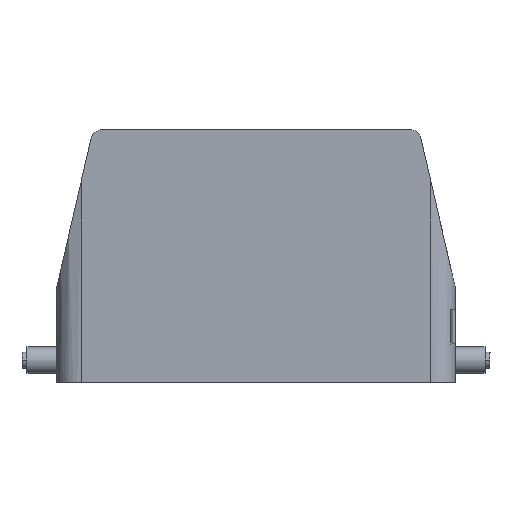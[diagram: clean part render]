
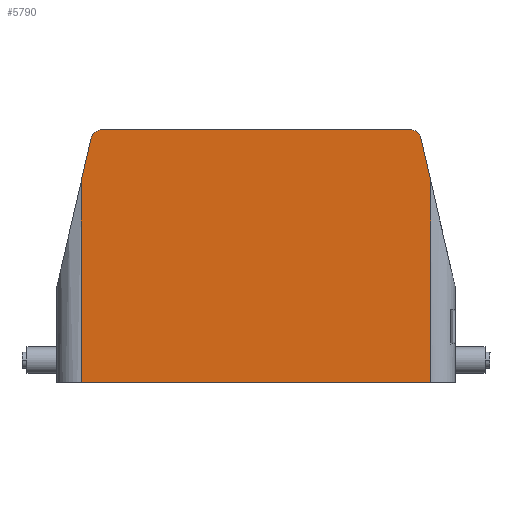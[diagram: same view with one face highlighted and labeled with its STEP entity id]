
A CAD part, top view. The second image highlights one B-rep face of the part: STEP entity #5790.
In plain terms, the highlighted face is planar.
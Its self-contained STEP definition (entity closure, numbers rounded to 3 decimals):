
#1240=CARTESIAN_POINT('',(52.5,26.4,
21.9));
#1250=VERTEX_POINT('',#1240);
#1280=CARTESIAN_POINT('',(0.,26.4,
21.9));
#1290=DIRECTION('',(1.,0.,0.));
#1300=VECTOR('',#1290,1.);
#1310=LINE('',#1280,#1300);
#1320=CARTESIAN_POINT('',(-52.5,26.4,
21.9));
#1330=VERTEX_POINT('',#1320);
#1340=EDGE_CURVE('',#1330,#1250,#1310,.T.);
#4910=CARTESIAN_POINT('',(0.,-49.6,
22.964));
#4920=DIRECTION('',(1.,0.,0.));
#4930=VECTOR('',#4920,1.);
#4940=LINE('',#4910,#4930);
#4950=CARTESIAN_POINT('',(-46.216,-49.6,
22.964));
#4960=VERTEX_POINT('',#4950);
#4970=CARTESIAN_POINT('',(46.216,-49.6,
22.964));
#4980=VERTEX_POINT('',#4970);
#4990=EDGE_CURVE('',#4960,#4980,#4940,.T.);
#5240=CARTESIAN_POINT('',(36.,-57.316,
23.072));
#5250=DIRECTION('',(0.,-0.014,
-1.));
#5260=DIRECTION('',(0.,1.,
-0.014));
#5270=AXIS2_PLACEMENT_3D('',#5240,#5250,#5260);
#5280=PLANE('',#5270);
#5290=CARTESIAN_POINT('',(46.216,-46.1,
22.915));
#5300=DIRECTION('',(0.,-0.014,
-1.));
#5310=DIRECTION('',(0.,1.,
-0.014));
#5320=AXIS2_PLACEMENT_3D('',#5290,#5300,#5310);
#5330=ELLIPSE('',#5320,3.5,3.5);
#5340=CARTESIAN_POINT('',(49.626,-46.887,
22.926));
#5350=VERTEX_POINT('',#5340);
#5360=EDGE_CURVE('',#5350,#4980,#5330,.T.);
#5370=ORIENTED_EDGE('',*,*,#5360,.F.);
#5380=ORIENTED_EDGE('',*,*,#4990,.T.);
#5390=CARTESIAN_POINT('',(-46.216,-46.1,
22.915));
#5400=DIRECTION('',(0.,-0.014,
-1.));
#5410=DIRECTION('',(0.,1.,
-0.014));
#5420=AXIS2_PLACEMENT_3D('',#5390,#5400,#5410);
#5430=ELLIPSE('',#5420,3.5,3.5);
#5440=CARTESIAN_POINT('',(-49.626,-46.887,
22.926));
#5450=VERTEX_POINT('',#5440);
#5460=EDGE_CURVE('',#4960,#5450,#5430,.T.);
#5470=ORIENTED_EDGE('',*,*,#5460,.F.);
#5480=CARTESIAN_POINT('',(-66.327,25.45,
21.913));
#5490=DIRECTION('',(0.225,-0.974,
0.014));
#5500=VECTOR('',#5490,1.);
#5510=LINE('',#5480,#5500);
#5520=CARTESIAN_POINT('',(-52.5,-34.44,
22.752));
#5530=VERTEX_POINT('',#5520);
#5540=EDGE_CURVE('',#5530,#5450,#5510,.T.);
#5550=ORIENTED_EDGE('',*,*,#5540,.T.);
#5560=CARTESIAN_POINT('',(-52.5,25.555,
21.912));
#5570=DIRECTION('',(0.,1.,
-0.014));
#5580=VECTOR('',#5570,1.);
#5590=LINE('',#5560,#5580);
#5600=EDGE_CURVE('',#5530,#1330,#5590,.T.);
#5610=ORIENTED_EDGE('',*,*,#5600,.F.);
#5620=ORIENTED_EDGE('',*,*,#1340,.F.);
#5630=CARTESIAN_POINT('',(52.5,25.555,
21.912));
#5640=DIRECTION('',(0.,-1.,
0.014));
#5650=VECTOR('',#5640,1.);
#5660=LINE('',#5630,#5650);
#5670=CARTESIAN_POINT('',(52.5,-34.44,
22.752));
#5680=VERTEX_POINT('',#5670);
#5690=EDGE_CURVE('',#1250,#5680,#5660,.T.);
#5700=ORIENTED_EDGE('',*,*,#5690,.F.);
#5710=CARTESIAN_POINT('',(66.327,25.45,
21.913));
#5720=DIRECTION('',(0.225,0.974,
-0.014));
#5730=VECTOR('',#5720,1.);
#5740=LINE('',#5710,#5730);
#5750=EDGE_CURVE('',#5350,#5680,#5740,.T.);
#5760=ORIENTED_EDGE('',*,*,#5750,.T.);
#5770=EDGE_LOOP('',(#5760,#5700,#5620,#5610,#5550,#5470,#5380,#5370));
#5780=FACE_OUTER_BOUND('',#5770,.T.);
#5790=ADVANCED_FACE('',(#5780),#5280,.F.);
